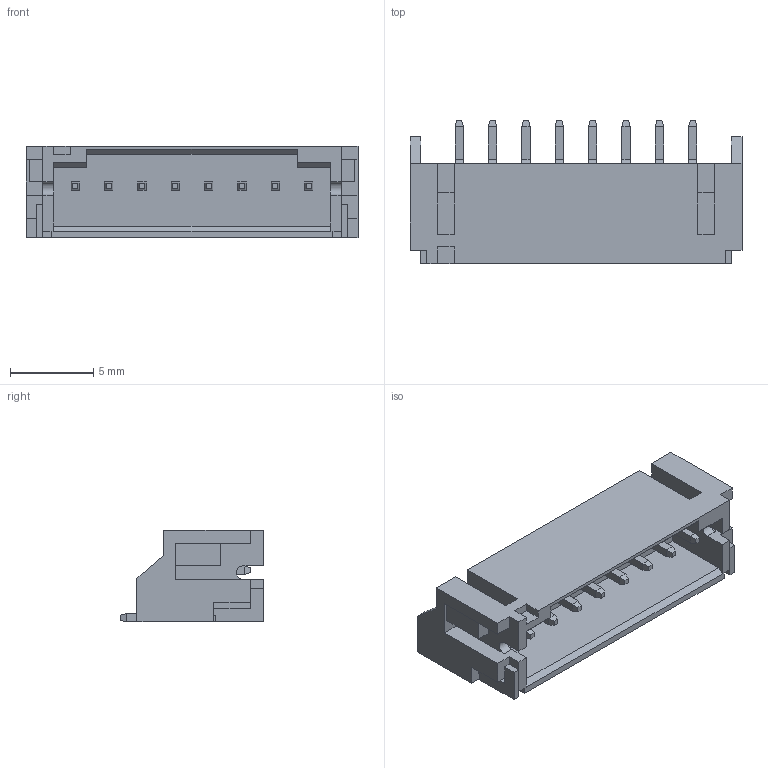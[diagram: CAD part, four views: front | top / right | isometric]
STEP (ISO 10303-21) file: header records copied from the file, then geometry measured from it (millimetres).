
FILE_DESCRIPTION(/* description */ (''),/* implementation_level */ '2;1');
FILE_NAME(/* name */ 'S8B-PH-SM4-TB.step',/* time_stamp */ '2020-10-22T17:45:52-05:00',/* author */ (''),/* organization */ (''),/* preprocessor_version */ 'ST-DEVELOPER v18.1',/* originating_system */ 'Autodesk Translation Framework v9.3.0.1241',/* authorisation */ '');
FILE_SCHEMA (('AUTOMOTIVE_DESIGN { 1 0 10303 214 3 1 1 }'));
Length unit declared in the file: millimetre
Products named in the file (1): S8B-PH-SM4-TB
Bounding box: 19.9 x 8.6 x 5.5 mm (x, y, z)
Volume: 340.9 mm3; surface area: 941.9 mm2
Topology: 3 solids, 3 shells, 336 faces, 872 edges, 554 vertices
Faces by surface type: plane 302, cylinder 34
Entity records: 10289 total; most frequent: CARTESIAN_POINT 1763, ORIENTED_EDGE 1744, DIRECTION 1630, EDGE_CURVE 872, LINE 788, VECTOR 788, VERTEX_POINT 554, AXIS2_PLACEMENT_3D 421
